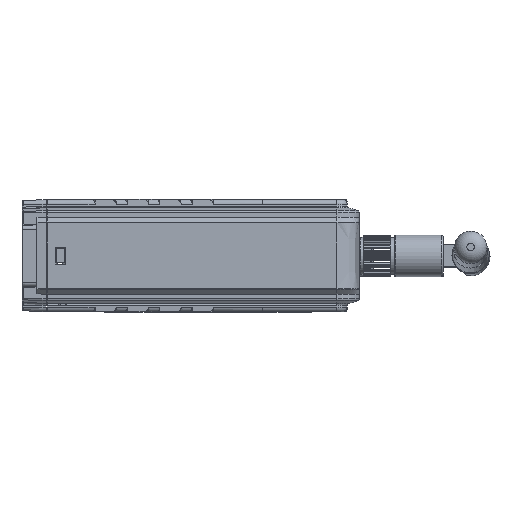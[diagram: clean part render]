
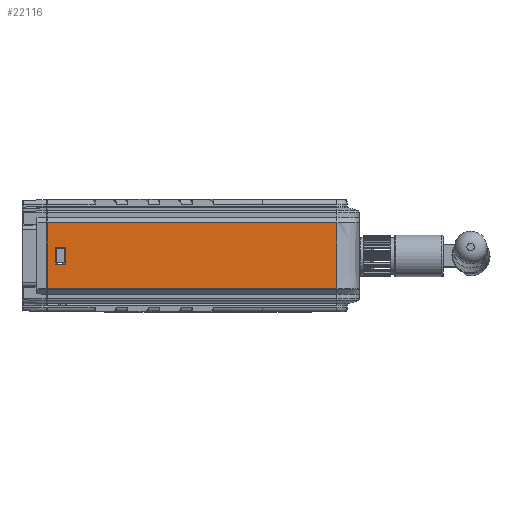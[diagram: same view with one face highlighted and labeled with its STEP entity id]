
A CAD part, left-side view. The second image highlights one B-rep face of the part: STEP entity #22116.
In plain terms, the highlighted planar face has unit normal (-1, 0, 0).
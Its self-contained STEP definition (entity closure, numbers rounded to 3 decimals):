
#1063 = EDGE_CURVE ( 'NONE', #26587, #50505, #62550, .T. ) ;
#2274 = CARTESIAN_POINT ( 'NONE',  ( -54.5, 0., -7.919 ) ) ;
#3239 = EDGE_LOOP ( 'NONE', ( #46160, #48752, #15351, #26007 ) ) ;
#4176 = DIRECTION ( 'NONE',  ( 0., 1., 0. ) ) ;
#4848 = CARTESIAN_POINT ( 'NONE',  ( -54.5, -4.46, -2. ) ) ;
#5409 = EDGE_LOOP ( 'NONE', ( #17114, #12753, #23782, #13658 ) ) ;
#6657 = PLANE ( 'NONE',  #10909 ) ;
#7627 = CARTESIAN_POINT ( 'NONE',  ( -54.5, -1.96, -2. ) ) ;
#8587 = VERTEX_POINT ( 'NONE', #51300 ) ;
#9785 = EDGE_CURVE ( 'NONE', #8587, #57762, #59009, .T. ) ;
#10909 = AXIS2_PLACEMENT_3D ( 'NONE', #23591, #48940, #38185 ) ;
#12471 = CARTESIAN_POINT ( 'NONE',  ( -54.5, -69.5, 7.919 ) ) ;
#12716 = CARTESIAN_POINT ( 'NONE',  ( -54.5, -69.5, -7.919 ) ) ;
#12753 = ORIENTED_EDGE ( 'NONE', *, *, #32275, .T. ) ;
#13112 = CARTESIAN_POINT ( 'NONE',  ( -54.5, 0., 7.919 ) ) ;
#13162 = FACE_BOUND ( 'NONE', #5409, .T. ) ;
#13658 = ORIENTED_EDGE ( 'NONE', *, *, #33266, .T. ) ;
#14077 = CARTESIAN_POINT ( 'NONE',  ( -54.5, -4.46, -2. ) ) ;
#15058 = VERTEX_POINT ( 'NONE', #23923 ) ;
#15351 = ORIENTED_EDGE ( 'NONE', *, *, #40015, .F. ) ;
#15373 = EDGE_CURVE ( 'NONE', #18657, #60742, #19536, .T. ) ;
#16894 = CARTESIAN_POINT ( 'NONE',  ( -54.5, 0., 7.919 ) ) ;
#17114 = ORIENTED_EDGE ( 'NONE', *, *, #9785, .T. ) ;
#17543 = DIRECTION ( 'NONE',  ( 0., 0., -1. ) ) ;
#17616 = VECTOR ( 'NONE', #33902, 1000. ) ;
#18187 = B_SPLINE_CURVE_WITH_KNOTS ( 'NONE', 3,
 ( #12471, #57682, #32289, #13112 ),
 .UNSPECIFIED., .F., .F.,
 ( 4, 4 ),
 ( 0., 0.07 ),
 .UNSPECIFIED. ) ;
#18241 = CARTESIAN_POINT ( 'NONE',  ( -54.5, -69.5, -7.919 ) ) ;
#18657 = VERTEX_POINT ( 'NONE', #14077 ) ;
#19536 = LINE ( 'NONE', #4848, #62875 ) ;
#20146 = VERTEX_POINT ( 'NONE', #16894 ) ;
#20649 = VECTOR ( 'NONE', #50666, 1000. ) ;
#22116 = ADVANCED_FACE ( 'NONE', ( #62637, #13162 ), #6657, .F. ) ;
#22213 = CARTESIAN_POINT ( 'NONE',  ( -54.5, -23.167, -7.919 ) ) ;
#23591 = CARTESIAN_POINT ( 'NONE',  ( -54.5, -69.5, -8. ) ) ;
#23782 = ORIENTED_EDGE ( 'NONE', *, *, #15373, .T. ) ;
#23923 = CARTESIAN_POINT ( 'NONE',  ( -54.5, -69.5, 7.919 ) ) ;
#25924 = CARTESIAN_POINT ( 'NONE',  ( -54.5, 0., -7.919 ) ) ;
#26007 = ORIENTED_EDGE ( 'NONE', *, *, #47196, .T. ) ;
#26587 = VERTEX_POINT ( 'NONE', #25924 ) ;
#29539 = LINE ( 'NONE', #55543, #20649 ) ;
#32275 = EDGE_CURVE ( 'NONE', #57762, #18657, #53904, .T. ) ;
#32289 = CARTESIAN_POINT ( 'NONE',  ( -54.5, -23.167, 7.919 ) ) ;
#33266 = EDGE_CURVE ( 'NONE', #60742, #8587, #57107, .T. ) ;
#33902 = DIRECTION ( 'NONE',  ( 0., -1., 0. ) ) ;
#36525 = VECTOR ( 'NONE', #64023, 1000. ) ;
#38185 = DIRECTION ( 'NONE',  ( 0., 1., 0. ) ) ;
#40015 = EDGE_CURVE ( 'NONE', #15058, #50505, #52036, .T. ) ;
#42660 = CARTESIAN_POINT ( 'NONE',  ( -54.5, -46.333, -7.919 ) ) ;
#43321 = CARTESIAN_POINT ( 'NONE',  ( -54.5, -4.46, 2. ) ) ;
#46094 = VECTOR ( 'NONE', #47352, 1000. ) ;
#46160 = ORIENTED_EDGE ( 'NONE', *, *, #55067, .F. ) ;
#46803 = CARTESIAN_POINT ( 'NONE',  ( -54.5, -1.96, -2. ) ) ;
#47196 = EDGE_CURVE ( 'NONE', #15058, #20146, #18187, .T. ) ;
#47352 = DIRECTION ( 'NONE',  ( 0., 0., 1. ) ) ;
#48752 = ORIENTED_EDGE ( 'NONE', *, *, #1063, .T. ) ;
#48940 = DIRECTION ( 'NONE',  ( 1., 0., 0. ) ) ;
#50505 = VERTEX_POINT ( 'NONE', #18241 ) ;
#50666 = DIRECTION ( 'NONE',  ( 0., 0., 1. ) ) ;
#51300 = CARTESIAN_POINT ( 'NONE',  ( -54.5, -1.96, 2. ) ) ;
#51343 = VECTOR ( 'NONE', #17543, 1000. ) ;
#51398 = CARTESIAN_POINT ( 'NONE',  ( -54.5, -69.5, 0. ) ) ;
#52036 = LINE ( 'NONE', #51398, #51343 ) ;
#53904 = LINE ( 'NONE', #63050, #36525 ) ;
#55067 = EDGE_CURVE ( 'NONE', #26587, #20146, #29539, .T. ) ;
#55543 = CARTESIAN_POINT ( 'NONE',  ( -54.5, 0., 13.5 ) ) ;
#57107 = LINE ( 'NONE', #7627, #46094 ) ;
#57682 = CARTESIAN_POINT ( 'NONE',  ( -54.5, -46.333, 7.919 ) ) ;
#57762 = VERTEX_POINT ( 'NONE', #43321 ) ;
#59009 = LINE ( 'NONE', #59647, #17616 ) ;
#59647 = CARTESIAN_POINT ( 'NONE',  ( -54.5, -4.46, 2. ) ) ;
#60742 = VERTEX_POINT ( 'NONE', #46803 ) ;
#62550 = B_SPLINE_CURVE_WITH_KNOTS ( 'NONE', 3,
 ( #2274, #22213, #42660, #12716 ),
 .UNSPECIFIED., .F., .F.,
 ( 4, 4 ),
 ( 0.139, 0.209 ),
 .UNSPECIFIED. ) ;
#62637 = FACE_OUTER_BOUND ( 'NONE', #3239, .T. ) ;
#62875 = VECTOR ( 'NONE', #4176, 1000. ) ;
#63050 = CARTESIAN_POINT ( 'NONE',  ( -54.5, -4.46, -2. ) ) ;
#64023 = DIRECTION ( 'NONE',  ( 0., 0., -1. ) ) ;
